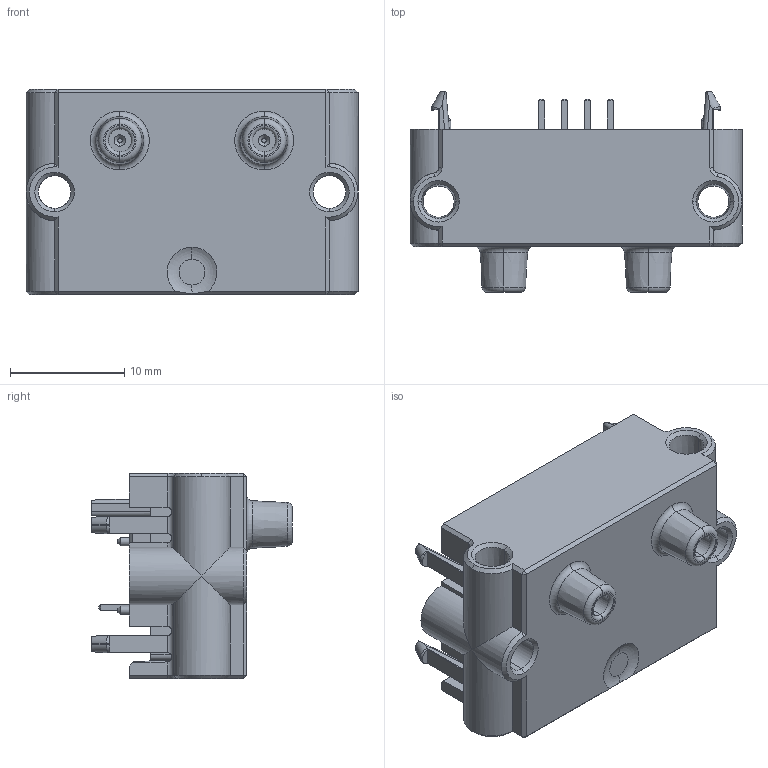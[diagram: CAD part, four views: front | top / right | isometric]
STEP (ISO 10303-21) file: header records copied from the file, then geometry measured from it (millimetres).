
FILE_DESCRIPTION (( 'STEP AP203' ), '1' );
FILE_NAME ('122744-_Publikationsmodell SDP 800.step', '2017-03-01T08:43:07', ( 'IT' ), ( '' ), 'SwSTEP 2.0', 'SolidWorks 2015', '' );
FILE_SCHEMA (( 'CONFIG_CONTROL_DESIGN' ));
Length unit declared in the file: millimetre
Products named in the file (1): 122744-_Publikationsmodell SDP 800
Bounding box: 29 x 17.55 x 17.95 mm (x, y, z)
Volume: 3408.7 mm3; surface area: 3125 mm2
Topology: 1 solids, 1 shells, 699 faces, 1760 edges, 1085 vertices
Faces by surface type: plane 392, cylinder 129, bspline 78, cone 58, torus 42
Entity records: 24475 total; most frequent: CARTESIAN_POINT 8413, ORIENTED_EDGE 3520, DIRECTION 3002, EDGE_CURVE 1760, LINE 1122, VECTOR 1122, VERTEX_POINT 1085, AXIS2_PLACEMENT_3D 940
